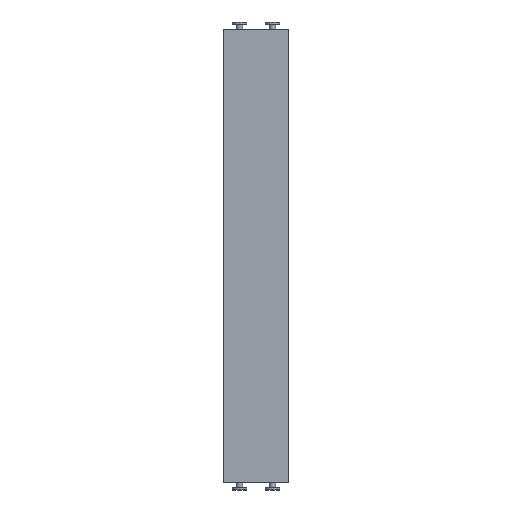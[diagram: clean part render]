
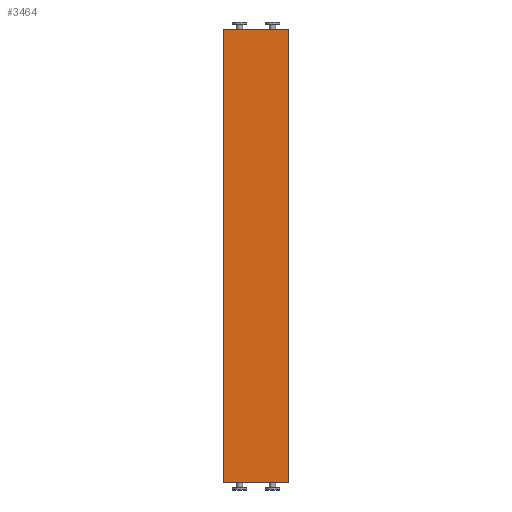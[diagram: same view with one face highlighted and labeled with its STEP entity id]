
A CAD part, left-side view. The second image highlights one B-rep face of the part: STEP entity #3464.
In plain terms, the highlighted planar face has unit normal (-1, 0, 0).
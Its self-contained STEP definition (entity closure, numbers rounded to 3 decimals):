
#198=LINE('',#4750,#484);
#199=LINE('',#4753,#485);
#200=LINE('',#4755,#486);
#201=LINE('',#4757,#487);
#484=VECTOR('',#4004,1000.);
#485=VECTOR('',#4005,1000.);
#486=VECTOR('',#4006,1000.);
#487=VECTOR('',#4007,1000.);
#818=ORIENTED_EDGE('',*,*,#1532,.T.);
#819=ORIENTED_EDGE('',*,*,#1533,.T.);
#820=ORIENTED_EDGE('',*,*,#1534,.T.);
#821=ORIENTED_EDGE('',*,*,#1535,.F.);
#1532=EDGE_CURVE('',#1877,#1878,#198,.T.);
#1533=EDGE_CURVE('',#1878,#1879,#199,.T.);
#1534=EDGE_CURVE('',#1879,#1880,#200,.T.);
#1535=EDGE_CURVE('',#1877,#1880,#201,.T.);
#1877=VERTEX_POINT('',#4751);
#1878=VERTEX_POINT('',#4752);
#1879=VERTEX_POINT('',#4754);
#1880=VERTEX_POINT('',#4756);
#2133=EDGE_LOOP('',(#818,#819,#820,#821));
#2349=FACE_BOUND('',#2133,.T.);
#2558=PLANE('',#3641);
#3464=ADVANCED_FACE('',(#2349),#2558,.T.);
#3641=AXIS2_PLACEMENT_3D('',#4749,#4002,#4003);
#4002=DIRECTION('',(-1.,0.,0.));
#4003=DIRECTION('',(0.,0.,1.));
#4004=DIRECTION('',(0.,-1.,0.));
#4005=DIRECTION('',(0.,0.,1.));
#4006=DIRECTION('',(0.,1.,0.));
#4007=DIRECTION('',(0.,0.,1.));
#4749=CARTESIAN_POINT('',(0.,24.,-1.));
#4750=CARTESIAN_POINT('',(0.,52.,0.));
#4751=CARTESIAN_POINT('',(0.,80.,0.));
#4752=CARTESIAN_POINT('',(0.,0.,0.));
#4753=CARTESIAN_POINT('',(0.,0.,-1.));
#4754=CARTESIAN_POINT('',(0.,0.,550.));
#4755=CARTESIAN_POINT('',(0.,12.,550.));
#4756=CARTESIAN_POINT('',(0.,80.,550.));
#4757=CARTESIAN_POINT('',(0.,80.,-1.));
